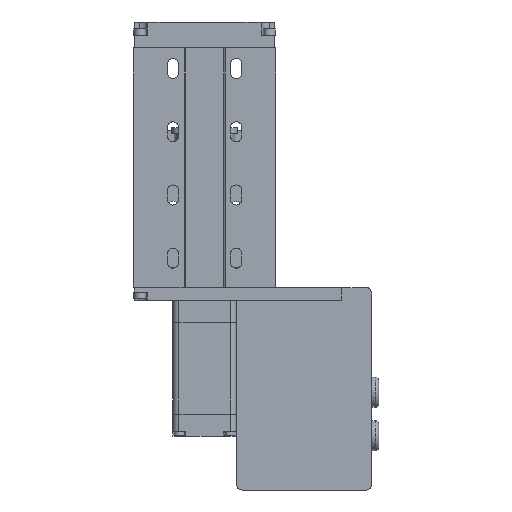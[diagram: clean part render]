
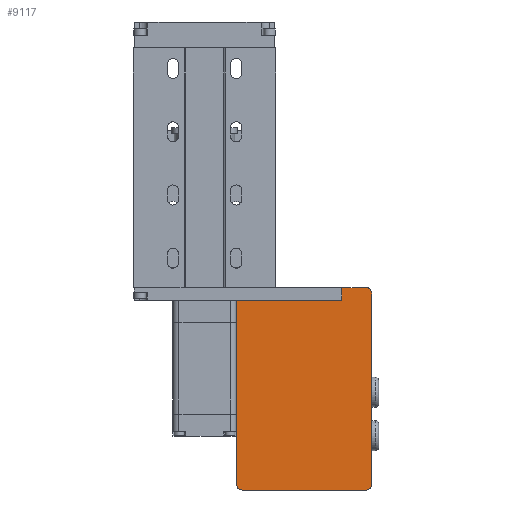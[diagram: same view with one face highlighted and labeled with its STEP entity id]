
A CAD part, front view. The second image highlights one B-rep face of the part: STEP entity #9117.
In plain terms, the highlighted planar face has unit normal (0, -1, 0).
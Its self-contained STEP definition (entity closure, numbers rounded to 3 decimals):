
#220 = DIRECTION ( 'NONE',  ( 0., 0., 1. ) ) ;
#245 = DIRECTION ( 'NONE',  ( 0., 0., 1. ) ) ;
#310 = CIRCLE ( 'NONE', #9014, 1.7 ) ;
#505 = ORIENTED_EDGE ( 'NONE', *, *, #9254, .F. ) ;
#833 = CARTESIAN_POINT ( 'NONE',  ( 43.41, -10.17, 4. ) ) ;
#961 = VECTOR ( 'NONE', #7217, 1000. ) ;
#1144 = EDGE_CURVE ( 'NONE', #12840, #3049, #7854, .T. ) ;
#1700 = CARTESIAN_POINT ( 'NONE',  ( 0., -10.17, 0. ) ) ;
#1901 = EDGE_CURVE ( 'NONE', #3826, #12053, #14484, .T. ) ;
#2489 = CARTESIAN_POINT ( 'NONE',  ( 43.41, -10.17, 4. ) ) ;
#3026 = CARTESIAN_POINT ( 'NONE',  ( 52.81, -10.17, 2.3 ) ) ;
#3049 = VERTEX_POINT ( 'NONE', #6698 ) ;
#3594 = VECTOR ( 'NONE', #220, 1000. ) ;
#3661 = EDGE_CURVE ( 'NONE', #9129, #4453, #310, .T. ) ;
#3826 = VERTEX_POINT ( 'NONE', #10189 ) ;
#3985 = ORIENTED_EDGE ( 'NONE', *, *, #8713, .F. ) ;
#4078 = ORIENTED_EDGE ( 'NONE', *, *, #13397, .F. ) ;
#4194 = VECTOR ( 'NONE', #12058, 1000. ) ;
#4201 = CARTESIAN_POINT ( 'NONE',  ( 43.41, -10.17, 0. ) ) ;
#4258 = ORIENTED_EDGE ( 'NONE', *, *, #6264, .F. ) ;
#4453 = VERTEX_POINT ( 'NONE', #4990 ) ;
#4748 = ORIENTED_EDGE ( 'NONE', *, *, #1901, .F. ) ;
#4990 = CARTESIAN_POINT ( 'NONE',  ( 11.86, -10.17, -60. ) ) ;
#5333 = VECTOR ( 'NONE', #245, 1000. ) ;
#5388 = CARTESIAN_POINT ( 'NONE',  ( 51.11, -10.17, 2.3 ) ) ;
#5844 = VECTOR ( 'NONE', #8170, 1000. ) ;
#6057 = LINE ( 'NONE', #11936, #3594 ) ;
#6170 = CARTESIAN_POINT ( 'NONE',  ( 10.16, -10.17, -60. ) ) ;
#6209 = CARTESIAN_POINT ( 'NONE',  ( 11.86, -10.17, -58.3 ) ) ;
#6264 = EDGE_CURVE ( 'NONE', #9129, #3826, #14449, .T. ) ;
#6531 = DIRECTION ( 'NONE',  ( 0., 1., 0. ) ) ;
#6698 = CARTESIAN_POINT ( 'NONE',  ( 51.11, -10.17, 4. ) ) ;
#7174 = ORIENTED_EDGE ( 'NONE', *, *, #1144, .T. ) ;
#7195 = ORIENTED_EDGE ( 'NONE', *, *, #15214, .T. ) ;
#7217 = DIRECTION ( 'NONE',  ( 1., 0., 0. ) ) ;
#7374 = DIRECTION ( 'NONE',  ( 0., 0., 1. ) ) ;
#7854 = CIRCLE ( 'NONE', #9603, 1.7 ) ;
#7940 = LINE ( 'NONE', #833, #8513 ) ;
#8170 = DIRECTION ( 'NONE',  ( -1., 0., 0. ) ) ;
#8442 = VERTEX_POINT ( 'NONE', #11519 ) ;
#8513 = VECTOR ( 'NONE', #11311, 1000. ) ;
#8713 = EDGE_CURVE ( 'NONE', #12840, #8442, #11121, .T. ) ;
#8914 = EDGE_LOOP ( 'NONE', ( #4258, #9441, #4078, #7195, #3985, #7174, #505, #12910, #4748 ) ) ;
#9014 = AXIS2_PLACEMENT_3D ( 'NONE', #6209, #14715, #7374 ) ;
#9117 = ADVANCED_FACE ( 'NONE', ( #9743 ), #12329, .F. ) ;
#9129 = VERTEX_POINT ( 'NONE', #9907 ) ;
#9254 = EDGE_CURVE ( 'NONE', #10218, #3049, #7940, .T. ) ;
#9441 = ORIENTED_EDGE ( 'NONE', *, *, #3661, .T. ) ;
#9603 = AXIS2_PLACEMENT_3D ( 'NONE', #5388, #11319, #12418 ) ;
#9743 = FACE_OUTER_BOUND ( 'NONE', #8914, .T. ) ;
#9865 = AXIS2_PLACEMENT_3D ( 'NONE', #13522, #14692, #14926 ) ;
#9907 = CARTESIAN_POINT ( 'NONE',  ( 10.16, -10.17, -58.3 ) ) ;
#10189 = CARTESIAN_POINT ( 'NONE',  ( 10.16, -10.17, 0. ) ) ;
#10218 = VERTEX_POINT ( 'NONE', #2489 ) ;
#10454 = VERTEX_POINT ( 'NONE', #13975 ) ;
#10807 = CARTESIAN_POINT ( 'NONE',  ( 52.81, -10.17, 4. ) ) ;
#11081 = DIRECTION ( 'NONE',  ( 0., 0., 1. ) ) ;
#11121 = LINE ( 'NONE', #10807, #4194 ) ;
#11311 = DIRECTION ( 'NONE',  ( 1., 0., 0. ) ) ;
#11319 = DIRECTION ( 'NONE',  ( 0., -1., 0. ) ) ;
#11519 = CARTESIAN_POINT ( 'NONE',  ( 52.81, -10.17, -58.3 ) ) ;
#11936 = CARTESIAN_POINT ( 'NONE',  ( 43.41, -10.17, 0. ) ) ;
#12053 = VERTEX_POINT ( 'NONE', #4201 ) ;
#12058 = DIRECTION ( 'NONE',  ( 0., 0., -1. ) ) ;
#12329 = PLANE ( 'NONE',  #14507 ) ;
#12418 = DIRECTION ( 'NONE',  ( 0., 0., 1. ) ) ;
#12840 = VERTEX_POINT ( 'NONE', #3026 ) ;
#12910 = ORIENTED_EDGE ( 'NONE', *, *, #13528, .F. ) ;
#13397 = EDGE_CURVE ( 'NONE', #10454, #4453, #14038, .T. ) ;
#13522 = CARTESIAN_POINT ( 'NONE',  ( 51.11, -10.17, -58.3 ) ) ;
#13528 = EDGE_CURVE ( 'NONE', #12053, #10218, #6057, .T. ) ;
#13622 = CIRCLE ( 'NONE', #9865, 1.7 ) ;
#13975 = CARTESIAN_POINT ( 'NONE',  ( 51.11, -10.17, -60. ) ) ;
#14038 = LINE ( 'NONE', #15285, #5844 ) ;
#14337 = CARTESIAN_POINT ( 'NONE',  ( 10.16, -10.17, 0. ) ) ;
#14449 = LINE ( 'NONE', #6170, #5333 ) ;
#14484 = LINE ( 'NONE', #14337, #961 ) ;
#14507 = AXIS2_PLACEMENT_3D ( 'NONE', #1700, #6531, #11081 ) ;
#14692 = DIRECTION ( 'NONE',  ( 0., -1., 0. ) ) ;
#14715 = DIRECTION ( 'NONE',  ( 0., -1., 0. ) ) ;
#14926 = DIRECTION ( 'NONE',  ( 0., 0., 1. ) ) ;
#15214 = EDGE_CURVE ( 'NONE', #10454, #8442, #13622, .T. ) ;
#15285 = CARTESIAN_POINT ( 'NONE',  ( 52.81, -10.17, -60. ) ) ;
